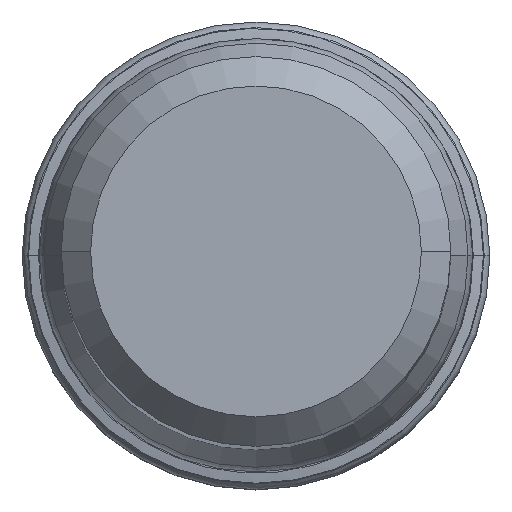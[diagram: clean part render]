
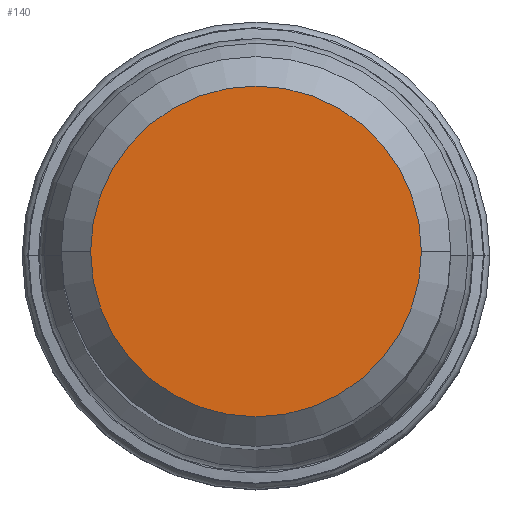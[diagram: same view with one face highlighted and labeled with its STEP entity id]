
A CAD part, top view. The second image highlights one B-rep face of the part: STEP entity #140.
In plain terms, the highlighted planar face has unit normal (0, 0, 1).
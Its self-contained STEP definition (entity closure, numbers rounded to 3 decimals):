
#32=PLANE('',#1130);
#140=ADVANCED_FACE('',(#206),#32,.F.);
#206=FACE_OUTER_BOUND('',#264,.T.);
#264=EDGE_LOOP('',(#452,#453,#454,#455));
#452=ORIENTED_EDGE('',*,*,#724,.T.);
#453=ORIENTED_EDGE('',*,*,#725,.T.);
#454=ORIENTED_EDGE('',*,*,#726,.T.);
#455=ORIENTED_EDGE('',*,*,#727,.T.);
#605=VERTEX_POINT('',#2334);
#606=VERTEX_POINT('',#2335);
#607=VERTEX_POINT('',#2337);
#608=VERTEX_POINT('',#2339);
#724=EDGE_CURVE('',#605,#606,#863,.T.);
#725=EDGE_CURVE('',#606,#607,#864,.T.);
#726=EDGE_CURVE('',#607,#608,#865,.T.);
#727=EDGE_CURVE('',#608,#605,#866,.T.);
#863=CIRCLE('',#1126,6.738);
#864=CIRCLE('',#1127,6.738);
#865=CIRCLE('',#1128,6.738);
#866=CIRCLE('',#1129,6.738);
#1126=AXIS2_PLACEMENT_3D('',#2333,#1358,#1359);
#1127=AXIS2_PLACEMENT_3D('',#2336,#1360,#1361);
#1128=AXIS2_PLACEMENT_3D('',#2338,#1362,#1363);
#1129=AXIS2_PLACEMENT_3D('',#2340,#1364,#1365);
#1130=AXIS2_PLACEMENT_3D('',#2341,#1366,#1367);
#1358=DIRECTION('',(0.,0.,1.));
#1359=DIRECTION('',(0.,1.,0.));
#1360=DIRECTION('',(0.,0.,1.));
#1361=DIRECTION('',(-1.,0.,0.));
#1362=DIRECTION('',(0.,0.,1.));
#1363=DIRECTION('',(0.,-1.,0.));
#1364=DIRECTION('',(0.,0.,1.));
#1365=DIRECTION('',(1.,0.,0.));
#1366=DIRECTION('',(0.,0.,-1.));
#1367=DIRECTION('',(-1.,0.,0.));
#2333=CARTESIAN_POINT('',(0.,0.,30.92));
#2334=CARTESIAN_POINT('',(0.,6.738,30.92));
#2335=CARTESIAN_POINT('',(-6.737,0.,30.92));
#2336=CARTESIAN_POINT('',(0.,0.,30.92));
#2337=CARTESIAN_POINT('',(0.,-6.738,30.92));
#2338=CARTESIAN_POINT('',(0.,0.,30.92));
#2339=CARTESIAN_POINT('',(6.738,0.,30.92));
#2340=CARTESIAN_POINT('',(0.,0.,30.92));
#2341=CARTESIAN_POINT('',(0.,0.,30.92));
